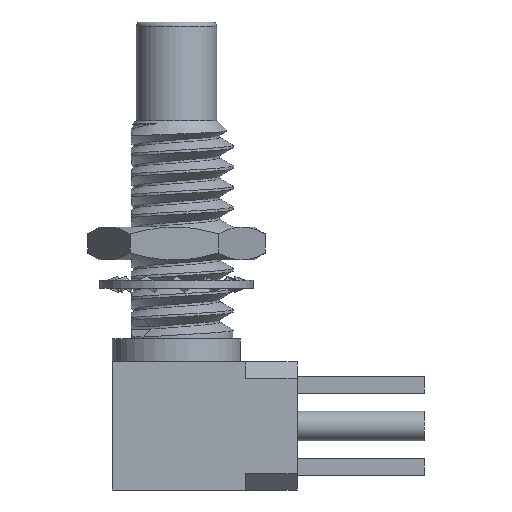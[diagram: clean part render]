
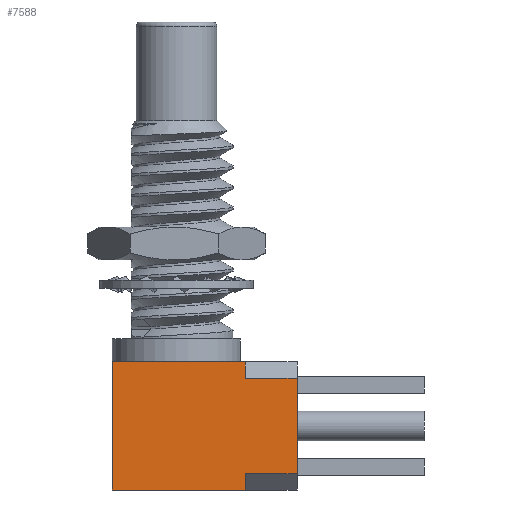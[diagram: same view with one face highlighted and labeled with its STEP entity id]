
A CAD part, front view. The second image highlights one B-rep face of the part: STEP entity #7588.
In plain terms, the highlighted planar face has unit normal (0, -1, 0).
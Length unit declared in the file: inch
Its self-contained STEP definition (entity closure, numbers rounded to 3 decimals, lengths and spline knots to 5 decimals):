
#3 = CARTESIAN_POINT ( 'NONE',  ( 0.147, -0.078, -0.058 ) ) ;
#126 = EDGE_CURVE ( 'NONE', #4231, #5158, #4181, .T. ) ;
#207 = DIRECTION ( 'NONE',  ( 1., 0., 0. ) ) ;
#406 = ORIENTED_EDGE ( 'NONE', *, *, #2445, .F. ) ;
#453 = DIRECTION ( 'NONE',  ( 0., 0., -1. ) ) ;
#527 = CARTESIAN_POINT ( 'NONE',  ( 0.084, -0.078, 0.078 ) ) ;
#696 = VERTEX_POINT ( 'NONE', #3 ) ;
#772 = VECTOR ( 'NONE', #5792, 39.37008 ) ;
#883 = LINE ( 'NONE', #8503, #772 ) ;
#906 = LINE ( 'NONE', #4769, #5183 ) ;
#1170 = CARTESIAN_POINT ( 'NONE',  ( 0.084, -0.078, -0.058 ) ) ;
#1323 = ORIENTED_EDGE ( 'NONE', *, *, #4545, .T. ) ;
#1475 = DIRECTION ( 'NONE',  ( 1., 0., 0. ) ) ;
#1654 = VERTEX_POINT ( 'NONE', #1170 ) ;
#1737 = LINE ( 'NONE', #8262, #2153 ) ;
#1744 = CARTESIAN_POINT ( 'NONE',  ( 0.084, -0.078, 0.078 ) ) ;
#1886 = DIRECTION ( 'NONE',  ( 0., 0., -1. ) ) ;
#2034 = LINE ( 'NONE', #3124, #7160 ) ;
#2117 = LINE ( 'NONE', #1744, #3157 ) ;
#2140 = ORIENTED_EDGE ( 'NONE', *, *, #126, .T. ) ;
#2148 = DIRECTION ( 'NONE',  ( 0., 0., 1. ) ) ;
#2153 = VECTOR ( 'NONE', #7701, 39.37008 ) ;
#2185 = VECTOR ( 'NONE', #2265, 39.37008 ) ;
#2265 = DIRECTION ( 'NONE',  ( 0., 0., -1. ) ) ;
#2300 = CARTESIAN_POINT ( 'NONE',  ( -0.078, -0.078, -0.078 ) ) ;
#2445 = EDGE_CURVE ( 'NONE', #8173, #696, #4580, .T. ) ;
#2455 = VECTOR ( 'NONE', #207, 39.37008 ) ;
#2497 = ORIENTED_EDGE ( 'NONE', *, *, #3227, .F. ) ;
#2923 = CARTESIAN_POINT ( 'NONE',  ( 0.084, -0.078, 0.058 ) ) ;
#3124 = CARTESIAN_POINT ( 'NONE',  ( 0.084, -0.078, 0.078 ) ) ;
#3130 = EDGE_CURVE ( 'NONE', #4554, #8173, #906, .T. ) ;
#3157 = VECTOR ( 'NONE', #6414, 39.37008 ) ;
#3185 = EDGE_CURVE ( 'NONE', #7018, #5283, #7361, .T. ) ;
#3227 = EDGE_CURVE ( 'NONE', #1654, #3450, #2034, .T. ) ;
#3265 = LINE ( 'NONE', #6278, #4446 ) ;
#3324 = ORIENTED_EDGE ( 'NONE', *, *, #3185, .F. ) ;
#3392 = CARTESIAN_POINT ( 'NONE',  ( -0.078, -0.078, 0.078 ) ) ;
#3450 = VERTEX_POINT ( 'NONE', #7309 ) ;
#3473 = PLANE ( 'NONE',  #7871 ) ;
#3591 = CARTESIAN_POINT ( 'NONE',  ( 0.147, -0.078, 0.058 ) ) ;
#3606 = VECTOR ( 'NONE', #1886, 39.37008 ) ;
#4028 = ORIENTED_EDGE ( 'NONE', *, *, #5204, .F. ) ;
#4181 = LINE ( 'NONE', #3392, #2185 ) ;
#4231 = VERTEX_POINT ( 'NONE', #4419 ) ;
#4419 = CARTESIAN_POINT ( 'NONE',  ( -0.078, -0.078, 0.078 ) ) ;
#4424 = CARTESIAN_POINT ( 'NONE',  ( 0., -0.078, 0.078 ) ) ;
#4446 = VECTOR ( 'NONE', #1475, 39.37008 ) ;
#4545 = EDGE_CURVE ( 'NONE', #1654, #696, #3265, .T. ) ;
#4554 = VERTEX_POINT ( 'NONE', #2923 ) ;
#4580 = LINE ( 'NONE', #4635, #3606 ) ;
#4599 = ORIENTED_EDGE ( 'NONE', *, *, #7036, .T. ) ;
#4635 = CARTESIAN_POINT ( 'NONE',  ( 0.147, -0.078, 0.078 ) ) ;
#4681 = EDGE_CURVE ( 'NONE', #4231, #7018, #883, .T. ) ;
#4769 = CARTESIAN_POINT ( 'NONE',  ( 0.084, -0.078, 0.058 ) ) ;
#5158 = VERTEX_POINT ( 'NONE', #2300 ) ;
#5183 = VECTOR ( 'NONE', #6754, 39.37008 ) ;
#5204 = EDGE_CURVE ( 'NONE', #5283, #4554, #2117, .T. ) ;
#5283 = VERTEX_POINT ( 'NONE', #527 ) ;
#5513 = CARTESIAN_POINT ( 'NONE',  ( -0.078, -0.078, 0.078 ) ) ;
#5644 = ORIENTED_EDGE ( 'NONE', *, *, #4681, .F. ) ;
#5792 = DIRECTION ( 'NONE',  ( 1., 0., 0. ) ) ;
#6278 = CARTESIAN_POINT ( 'NONE',  ( 0.084, -0.078, -0.058 ) ) ;
#6414 = DIRECTION ( 'NONE',  ( 0., 0., -1. ) ) ;
#6754 = DIRECTION ( 'NONE',  ( 1., 0., 0. ) ) ;
#6809 = CARTESIAN_POINT ( 'NONE',  ( -0.078, -0.078, 0.078 ) ) ;
#7018 = VERTEX_POINT ( 'NONE', #4424 ) ;
#7036 = EDGE_CURVE ( 'NONE', #5158, #3450, #1737, .T. ) ;
#7160 = VECTOR ( 'NONE', #453, 39.37008 ) ;
#7309 = CARTESIAN_POINT ( 'NONE',  ( 0.084, -0.078, -0.078 ) ) ;
#7361 = LINE ( 'NONE', #6809, #2455 ) ;
#7372 = DIRECTION ( 'NONE',  ( 0., 1., 0. ) ) ;
#7398 = EDGE_LOOP ( 'NONE', ( #1323, #406, #8156, #4028, #3324, #5644, #2140, #4599, #2497 ) ) ;
#7588 = ADVANCED_FACE ( 'NONE', ( #7592 ), #3473, .F. ) ;
#7592 = FACE_OUTER_BOUND ( 'NONE', #7398, .T. ) ;
#7701 = DIRECTION ( 'NONE',  ( 1., 0., 0. ) ) ;
#7871 = AXIS2_PLACEMENT_3D ( 'NONE', #5513, #7372, #2148 ) ;
#8156 = ORIENTED_EDGE ( 'NONE', *, *, #3130, .F. ) ;
#8173 = VERTEX_POINT ( 'NONE', #3591 ) ;
#8262 = CARTESIAN_POINT ( 'NONE',  ( -0.078, -0.078, -0.078 ) ) ;
#8503 = CARTESIAN_POINT ( 'NONE',  ( -0.078, -0.078, 0.078 ) ) ;
